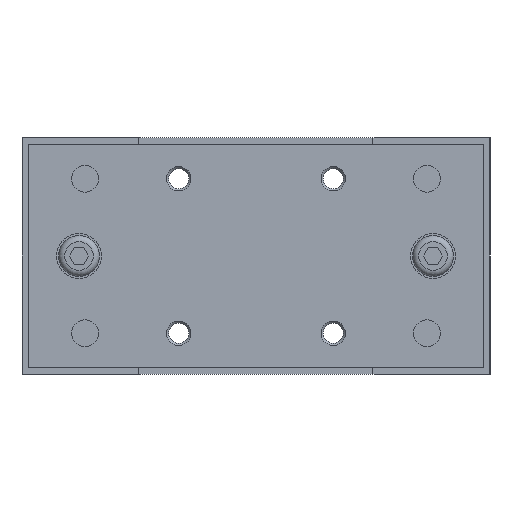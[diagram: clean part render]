
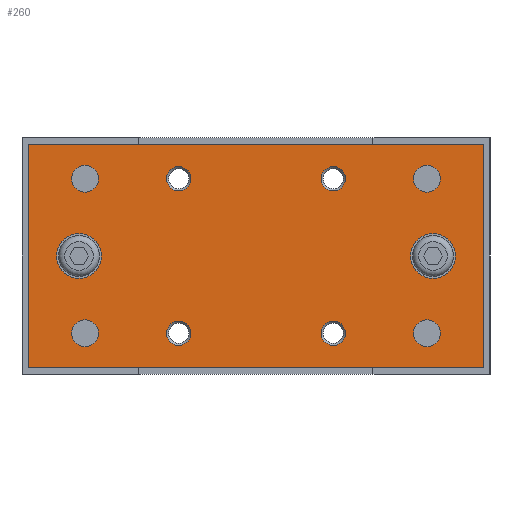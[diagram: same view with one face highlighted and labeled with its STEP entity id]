
A CAD part, left-side view. The second image highlights one B-rep face of the part: STEP entity #260.
In plain terms, the highlighted planar face has unit normal (-1, 0, 0).
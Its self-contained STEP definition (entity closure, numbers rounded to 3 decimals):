
#260 = ADVANCED_FACE( '', ( #658, #659, #660, #661, #662, #663, #664, #665, #666, #667, #668 ), #669, .F. );
#658 = FACE_BOUND( '', #1251, .T. );
#659 = FACE_BOUND( '', #1252, .T. );
#660 = FACE_BOUND( '', #1253, .T. );
#661 = FACE_BOUND( '', #1254, .T. );
#662 = FACE_BOUND( '', #1255, .T. );
#663 = FACE_BOUND( '', #1256, .T. );
#664 = FACE_BOUND( '', #1257, .T. );
#665 = FACE_BOUND( '', #1258, .T. );
#666 = FACE_BOUND( '', #1259, .T. );
#667 = FACE_BOUND( '', #1260, .T. );
#668 = FACE_OUTER_BOUND( '', #1261, .T. );
#669 = PLANE( '', #1262 );
#1251 = EDGE_LOOP( '', ( #2011 ) );
#1252 = EDGE_LOOP( '', ( #2012 ) );
#1253 = EDGE_LOOP( '', ( #2013 ) );
#1254 = EDGE_LOOP( '', ( #2014 ) );
#1255 = EDGE_LOOP( '', ( #2015 ) );
#1256 = EDGE_LOOP( '', ( #2016 ) );
#1257 = EDGE_LOOP( '', ( #2017 ) );
#1258 = EDGE_LOOP( '', ( #2018 ) );
#1259 = EDGE_LOOP( '', ( #2019 ) );
#1260 = EDGE_LOOP( '', ( #2020 ) );
#1261 = EDGE_LOOP( '', ( #2021, #2022, #2023, #2024 ) );
#1262 = AXIS2_PLACEMENT_3D( '', #2025, #2026, #2027 );
#2011 = ORIENTED_EDGE( '', *, *, #2919, .F. );
#2012 = ORIENTED_EDGE( '', *, *, #2954, .F. );
#2013 = ORIENTED_EDGE( '', *, *, #2955, .T. );
#2014 = ORIENTED_EDGE( '', *, *, #2956, .T. );
#2015 = ORIENTED_EDGE( '', *, *, #2809, .T. );
#2016 = ORIENTED_EDGE( '', *, *, #2957, .T. );
#2017 = ORIENTED_EDGE( '', *, *, #2929, .T. );
#2018 = ORIENTED_EDGE( '', *, *, #2958, .T. );
#2019 = ORIENTED_EDGE( '', *, *, #2959, .T. );
#2020 = ORIENTED_EDGE( '', *, *, #2960, .T. );
#2021 = ORIENTED_EDGE( '', *, *, #2798, .T. );
#2022 = ORIENTED_EDGE( '', *, *, #2961, .F. );
#2023 = ORIENTED_EDGE( '', *, *, #2962, .F. );
#2024 = ORIENTED_EDGE( '', *, *, #2963, .T. );
#2025 = CARTESIAN_POINT( '', ( -96., 56., 27.5 ) );
#2026 = DIRECTION( '', ( 1., 0., 0. ) );
#2027 = DIRECTION( '', ( 0., 0., -1. ) );
#2798 = EDGE_CURVE( '', #3229, #3230, #3231, .T. );
#2809 = EDGE_CURVE( '', #3248, #3248, #3249, .T. );
#2919 = EDGE_CURVE( '', #3423, #3423, #3424, .F. );
#2929 = EDGE_CURVE( '', #3440, #3440, #3441, .T. );
#2954 = EDGE_CURVE( '', #3479, #3479, #3480, .F. );
#2955 = EDGE_CURVE( '', #3481, #3481, #3482, .T. );
#2956 = EDGE_CURVE( '', #3483, #3483, #3484, .T. );
#2957 = EDGE_CURVE( '', #3485, #3485, #3486, .T. );
#2958 = EDGE_CURVE( '', #3487, #3487, #3488, .T. );
#2959 = EDGE_CURVE( '', #3489, #3489, #3490, .T. );
#2960 = EDGE_CURVE( '', #3491, #3491, #3492, .T. );
#2961 = EDGE_CURVE( '', #3493, #3230, #3494, .T. );
#2962 = EDGE_CURVE( '', #3495, #3493, #3496, .T. );
#2963 = EDGE_CURVE( '', #3495, #3229, #3497, .T. );
#3229 = VERTEX_POINT( '', #3831 );
#3230 = VERTEX_POINT( '', #3832 );
#3231 = LINE( '', #3833, #3834 );
#3248 = VERTEX_POINT( '', #3854 );
#3249 = CIRCLE( '', #3855, 3.3 );
#3423 = VERTEX_POINT( '', #4072 );
#3424 = CIRCLE( '', #4073, 5.5 );
#3440 = VERTEX_POINT( '', #4093 );
#3441 = CIRCLE( '', #4094, 3. );
#3479 = VERTEX_POINT( '', #4146 );
#3480 = CIRCLE( '', #4147, 5.5 );
#3481 = VERTEX_POINT( '', #4148 );
#3482 = CIRCLE( '', #4149, 3. );
#3483 = VERTEX_POINT( '', #4150 );
#3484 = CIRCLE( '', #4151, 3. );
#3485 = VERTEX_POINT( '', #4152 );
#3486 = CIRCLE( '', #4153, 3.3 );
#3487 = VERTEX_POINT( '', #4154 );
#3488 = CIRCLE( '', #4155, 3. );
#3489 = VERTEX_POINT( '', #4156 );
#3490 = CIRCLE( '', #4157, 3.3 );
#3491 = VERTEX_POINT( '', #4158 );
#3492 = CIRCLE( '', #4159, 3.3 );
#3493 = VERTEX_POINT( '', #4160 );
#3494 = LINE( '', #4161, #4162 );
#3495 = VERTEX_POINT( '', #4163 );
#3496 = LINE( '', #4164, #4165 );
#3497 = LINE( '', #4166, #4167 );
#3831 = CARTESIAN_POINT( '', ( -96., 56., -27.5 ) );
#3832 = CARTESIAN_POINT( '', ( -96., -56., -27.5 ) );
#3833 = CARTESIAN_POINT( '', ( -96., 56., -27.5 ) );
#3834 = VECTOR( '', #4544, 1000. );
#3854 = CARTESIAN_POINT( '', ( -96., -42., -22.3 ) );
#3855 = AXIS2_PLACEMENT_3D( '', #4560, #4561, #4562 );
#4072 = CARTESIAN_POINT( '', ( -96., -43.5, -5.5 ) );
#4073 = AXIS2_PLACEMENT_3D( '', #4720, #4721, #4722 );
#4093 = CARTESIAN_POINT( '', ( -96., -19., 16. ) );
#4094 = AXIS2_PLACEMENT_3D( '', #4733, #4734, #4735 );
#4146 = CARTESIAN_POINT( '', ( -96., 43.5, -5.5 ) );
#4147 = AXIS2_PLACEMENT_3D( '', #4759, #4760, #4761 );
#4148 = CARTESIAN_POINT( '', ( -96., -19., -22. ) );
#4149 = AXIS2_PLACEMENT_3D( '', #4762, #4763, #4764 );
#4150 = CARTESIAN_POINT( '', ( -96., 19., -22. ) );
#4151 = AXIS2_PLACEMENT_3D( '', #4765, #4766, #4767 );
#4152 = CARTESIAN_POINT( '', ( -96., 42., -22.3 ) );
#4153 = AXIS2_PLACEMENT_3D( '', #4768, #4769, #4770 );
#4154 = CARTESIAN_POINT( '', ( -96., 19., 16. ) );
#4155 = AXIS2_PLACEMENT_3D( '', #4771, #4772, #4773 );
#4156 = CARTESIAN_POINT( '', ( -96., -42., 15.7 ) );
#4157 = AXIS2_PLACEMENT_3D( '', #4774, #4775, #4776 );
#4158 = CARTESIAN_POINT( '', ( -96., 42., 15.7 ) );
#4159 = AXIS2_PLACEMENT_3D( '', #4777, #4778, #4779 );
#4160 = CARTESIAN_POINT( '', ( -96., -56., 27.5 ) );
#4161 = CARTESIAN_POINT( '', ( -96., -56., 27.5 ) );
#4162 = VECTOR( '', #4780, 1000. );
#4163 = CARTESIAN_POINT( '', ( -96., 56., 27.5 ) );
#4164 = CARTESIAN_POINT( '', ( -96., 56., 27.5 ) );
#4165 = VECTOR( '', #4781, 1000. );
#4166 = CARTESIAN_POINT( '', ( -96., 56., 27.5 ) );
#4167 = VECTOR( '', #4782, 1000. );
#4544 = DIRECTION( '', ( 0., -1., 0. ) );
#4560 = CARTESIAN_POINT( '', ( -96., -42., -19. ) );
#4561 = DIRECTION( '', ( 1., 0., 0. ) );
#4562 = DIRECTION( '', ( 0., 0., -1. ) );
#4720 = CARTESIAN_POINT( '', ( -96., -43.5, 0. ) );
#4721 = DIRECTION( '', ( 1., 0., 0. ) );
#4722 = DIRECTION( '', ( 0., 0., -1. ) );
#4733 = CARTESIAN_POINT( '', ( -96., -19., 19. ) );
#4734 = DIRECTION( '', ( 1., 0., 0. ) );
#4735 = DIRECTION( '', ( 0., 0., -1. ) );
#4759 = CARTESIAN_POINT( '', ( -96., 43.5, 0. ) );
#4760 = DIRECTION( '', ( 1., 0., 0. ) );
#4761 = DIRECTION( '', ( 0., 0., -1. ) );
#4762 = CARTESIAN_POINT( '', ( -96., -19., -19. ) );
#4763 = DIRECTION( '', ( 1., 0., 0. ) );
#4764 = DIRECTION( '', ( 0., 0., -1. ) );
#4765 = CARTESIAN_POINT( '', ( -96., 19., -19. ) );
#4766 = DIRECTION( '', ( 1., 0., 0. ) );
#4767 = DIRECTION( '', ( 0., 0., -1. ) );
#4768 = CARTESIAN_POINT( '', ( -96., 42., -19. ) );
#4769 = DIRECTION( '', ( 1., 0., 0. ) );
#4770 = DIRECTION( '', ( 0., 0., -1. ) );
#4771 = CARTESIAN_POINT( '', ( -96., 19., 19. ) );
#4772 = DIRECTION( '', ( 1., 0., 0. ) );
#4773 = DIRECTION( '', ( 0., 0., -1. ) );
#4774 = CARTESIAN_POINT( '', ( -96., -42., 19. ) );
#4775 = DIRECTION( '', ( 1., 0., 0. ) );
#4776 = DIRECTION( '', ( 0., 0., -1. ) );
#4777 = CARTESIAN_POINT( '', ( -96., 42., 19. ) );
#4778 = DIRECTION( '', ( 1., 0., 0. ) );
#4779 = DIRECTION( '', ( 0., 0., -1. ) );
#4780 = DIRECTION( '', ( 0., 0., -1. ) );
#4781 = DIRECTION( '', ( 0., -1., 0. ) );
#4782 = DIRECTION( '', ( 0., 0., -1. ) );
